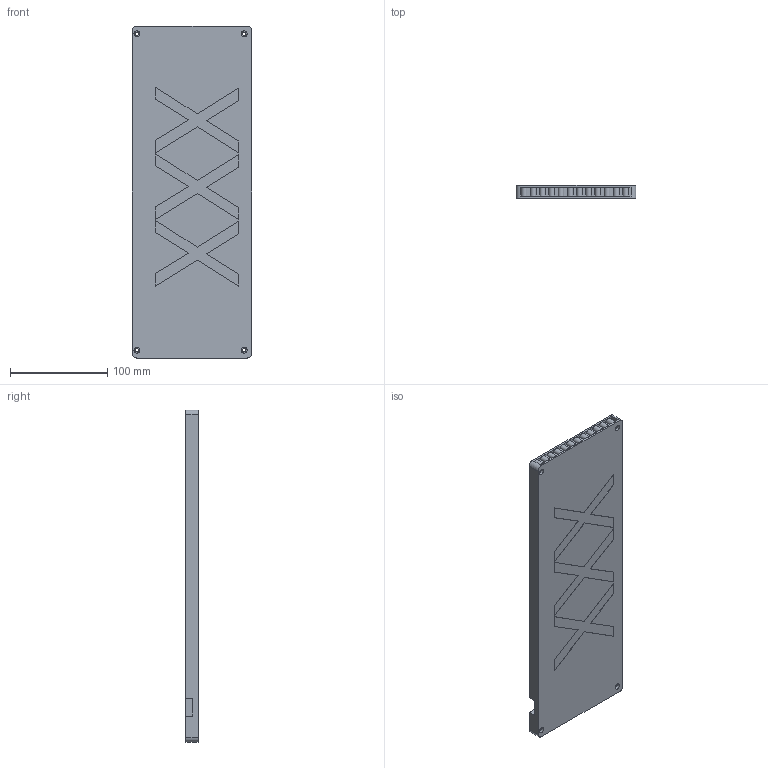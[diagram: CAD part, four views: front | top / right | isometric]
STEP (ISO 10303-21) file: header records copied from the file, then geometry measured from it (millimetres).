
FILE_DESCRIPTION(/* description */ (''),/* implementation_level */ '2;1');
FILE_NAME(/* name */ 'Bottom_Plate_MKey.stp',/* time_stamp */ '2025-07-02T21:15:59-05:00',/* author */ ('SaiAn'),/* organization */ (''),/* preprocessor_version */ 'ST-DEVELOPER v20.1',/* originating_system */ 'Autodesk Inventor 2026',/* authorisation */ '');
FILE_SCHEMA (('AUTOMOTIVE_DESIGN { 1 0 10303 214 3 1 1 }'));
Length unit declared in the file: millimetre
Products named in the file (1): Bottom_Plate_MKey
Bounding box: 123.47 x 13 x 341.78 mm (x, y, z)
Volume: 220118.6 mm3; surface area: 109050 mm2
Topology: 1 solids, 1 shells, 323 faces, 812 edges, 498 vertices
Faces by surface type: plane 252, cylinder 71
Full cylindrical faces by diameter (mm): 3.4 x4, 6 x4
Entity records: 9898 total; most frequent: DIRECTION 1720, CARTESIAN_POINT 1634, ORIENTED_EDGE 1624, EDGE_CURVE 812, AXIS2_PLACEMENT_3D 584, LINE 552, VECTOR 552, VERTEX_POINT 498
